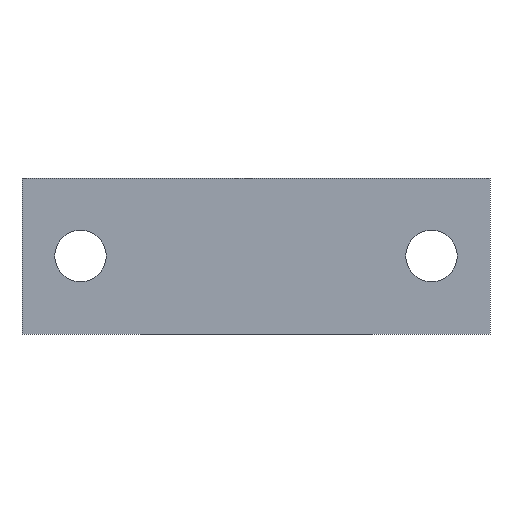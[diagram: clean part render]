
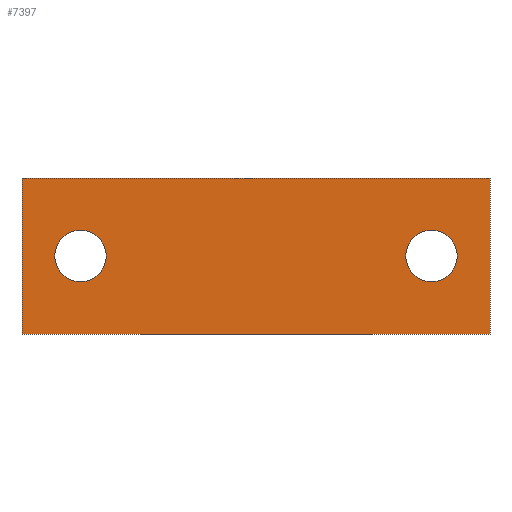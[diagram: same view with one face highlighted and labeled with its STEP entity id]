
A CAD part, front view. The second image highlights one B-rep face of the part: STEP entity #7397.
In plain terms, the highlighted planar face has unit normal (0, -1, 0).
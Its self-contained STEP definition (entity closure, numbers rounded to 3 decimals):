
#77 = CARTESIAN_POINT ( 'NONE',  ( 30., 0., 10. ) ) ;
#290 = CARTESIAN_POINT ( 'NONE',  ( 25.8, 0., 0. ) ) ;
#481 = CARTESIAN_POINT ( 'NONE',  ( -30., 0., 10. ) ) ;
#794 = VECTOR ( 'NONE', #10038, 1000. ) ;
#1193 = VERTEX_POINT ( 'NONE', #10608 ) ;
#1349 = CARTESIAN_POINT ( 'NONE',  ( 30., 0., 10. ) ) ;
#2670 = DIRECTION ( 'NONE',  ( -1., 0., 0. ) ) ;
#2953 = ORIENTED_EDGE ( 'NONE', *, *, #4822, .T. ) ;
#3171 = CARTESIAN_POINT ( 'NONE',  ( 30., 0., 10. ) ) ;
#3267 = ORIENTED_EDGE ( 'NONE', *, *, #12398, .F. ) ;
#3844 = DIRECTION ( 'NONE',  ( 0., 1., 0. ) ) ;
#3916 = VERTEX_POINT ( 'NONE', #8578 ) ;
#3997 = CARTESIAN_POINT ( 'NONE',  ( 30., 0., -10. ) ) ;
#4187 = CIRCLE ( 'NONE', #4898, 3.3 ) ;
#4456 = EDGE_CURVE ( 'NONE', #9804, #1193, #10717, .T. ) ;
#4653 = CARTESIAN_POINT ( 'NONE',  ( 22.5, 0., 0. ) ) ;
#4822 = EDGE_CURVE ( 'NONE', #12123, #13998, #10814, .T. ) ;
#4892 = CARTESIAN_POINT ( 'NONE',  ( -30., 0., 10. ) ) ;
#4898 = AXIS2_PLACEMENT_3D ( 'NONE', #7420, #7263, #14340 ) ;
#4993 = CARTESIAN_POINT ( 'NONE',  ( 30., 0., 10. ) ) ;
#5212 = DIRECTION ( 'NONE',  ( 0., 0., -1. ) ) ;
#5220 = CARTESIAN_POINT ( 'NONE',  ( -30., 0., -10. ) ) ;
#5588 = AXIS2_PLACEMENT_3D ( 'NONE', #4653, #9571, #7294 ) ;
#5757 = VERTEX_POINT ( 'NONE', #5972 ) ;
#5972 = CARTESIAN_POINT ( 'NONE',  ( 30., 0., -10. ) ) ;
#6126 = ORIENTED_EDGE ( 'NONE', *, *, #9169, .T. ) ;
#6149 = VERTEX_POINT ( 'NONE', #290 ) ;
#6251 = CARTESIAN_POINT ( 'NONE',  ( -22.5, 0., 0. ) ) ;
#6342 = CARTESIAN_POINT ( 'NONE',  ( -22.5, 0., 0. ) ) ;
#6545 = LINE ( 'NONE', #3171, #794 ) ;
#6829 = EDGE_LOOP ( 'NONE', ( #6126, #12453 ) ) ;
#6860 = FACE_BOUND ( 'NONE', #11328, .T. ) ;
#6956 = ORIENTED_EDGE ( 'NONE', *, *, #9206, .F. ) ;
#7063 = AXIS2_PLACEMENT_3D ( 'NONE', #6251, #3844, #8307 ) ;
#7109 = VECTOR ( 'NONE', #5212, 1000. ) ;
#7261 = DIRECTION ( 'NONE',  ( 0., 1., 0. ) ) ;
#7263 = DIRECTION ( 'NONE',  ( 0., 1., 0. ) ) ;
#7294 = DIRECTION ( 'NONE',  ( 1., 0., 0. ) ) ;
#7299 = VECTOR ( 'NONE', #10863, 1000. ) ;
#7397 = ADVANCED_FACE ( 'NONE', ( #6860, #9278, #9198 ), #12738, .F. ) ;
#7420 = CARTESIAN_POINT ( 'NONE',  ( 22.5, 0., 0. ) ) ;
#7934 = VERTEX_POINT ( 'NONE', #4993 ) ;
#8023 = CIRCLE ( 'NONE', #7063, 3.3 ) ;
#8246 = ORIENTED_EDGE ( 'NONE', *, *, #10089, .T. ) ;
#8307 = DIRECTION ( 'NONE',  ( -1., 0., 0. ) ) ;
#8578 = CARTESIAN_POINT ( 'NONE',  ( 19.2, 0., 0. ) ) ;
#8972 = DIRECTION ( 'NONE',  ( -1., 0., 0. ) ) ;
#9169 = EDGE_CURVE ( 'NONE', #3916, #6149, #14015, .T. ) ;
#9198 = FACE_OUTER_BOUND ( 'NONE', #10234, .T. ) ;
#9206 = EDGE_CURVE ( 'NONE', #12123, #7934, #14070, .T. ) ;
#9278 = FACE_BOUND ( 'NONE', #6829, .T. ) ;
#9282 = AXIS2_PLACEMENT_3D ( 'NONE', #6342, #7261, #2670 ) ;
#9571 = DIRECTION ( 'NONE',  ( 0., 1., 0. ) ) ;
#9804 = VERTEX_POINT ( 'NONE', #14162 ) ;
#10026 = EDGE_CURVE ( 'NONE', #13998, #5757, #13261, .T. ) ;
#10038 = DIRECTION ( 'NONE',  ( 0., 0., -1. ) ) ;
#10089 = EDGE_CURVE ( 'NONE', #1193, #9804, #8023, .T. ) ;
#10234 = EDGE_LOOP ( 'NONE', ( #14824, #3267, #6956, #2953 ) ) ;
#10608 = CARTESIAN_POINT ( 'NONE',  ( -19.2, 0., 0. ) ) ;
#10717 = CIRCLE ( 'NONE', #9282, 3.3 ) ;
#10814 = LINE ( 'NONE', #481, #7109 ) ;
#10863 = DIRECTION ( 'NONE',  ( 1., 0., 0. ) ) ;
#11328 = EDGE_LOOP ( 'NONE', ( #12288, #8246 ) ) ;
#11658 = VECTOR ( 'NONE', #14147, 1000. ) ;
#12123 = VERTEX_POINT ( 'NONE', #4892 ) ;
#12288 = ORIENTED_EDGE ( 'NONE', *, *, #4456, .T. ) ;
#12398 = EDGE_CURVE ( 'NONE', #7934, #5757, #6545, .T. ) ;
#12453 = ORIENTED_EDGE ( 'NONE', *, *, #14160, .T. ) ;
#12738 = PLANE ( 'NONE',  #12832 ) ;
#12832 = AXIS2_PLACEMENT_3D ( 'NONE', #77, #14752, #8972 ) ;
#13261 = LINE ( 'NONE', #3997, #7299 ) ;
#13998 = VERTEX_POINT ( 'NONE', #5220 ) ;
#14015 = CIRCLE ( 'NONE', #5588, 3.3 ) ;
#14070 = LINE ( 'NONE', #1349, #11658 ) ;
#14147 = DIRECTION ( 'NONE',  ( 1., 0., 0. ) ) ;
#14160 = EDGE_CURVE ( 'NONE', #6149, #3916, #4187, .T. ) ;
#14162 = CARTESIAN_POINT ( 'NONE',  ( -25.8, 0., 0. ) ) ;
#14340 = DIRECTION ( 'NONE',  ( 1., 0., 0. ) ) ;
#14752 = DIRECTION ( 'NONE',  ( 0., 1., 0. ) ) ;
#14824 = ORIENTED_EDGE ( 'NONE', *, *, #10026, .T. ) ;
